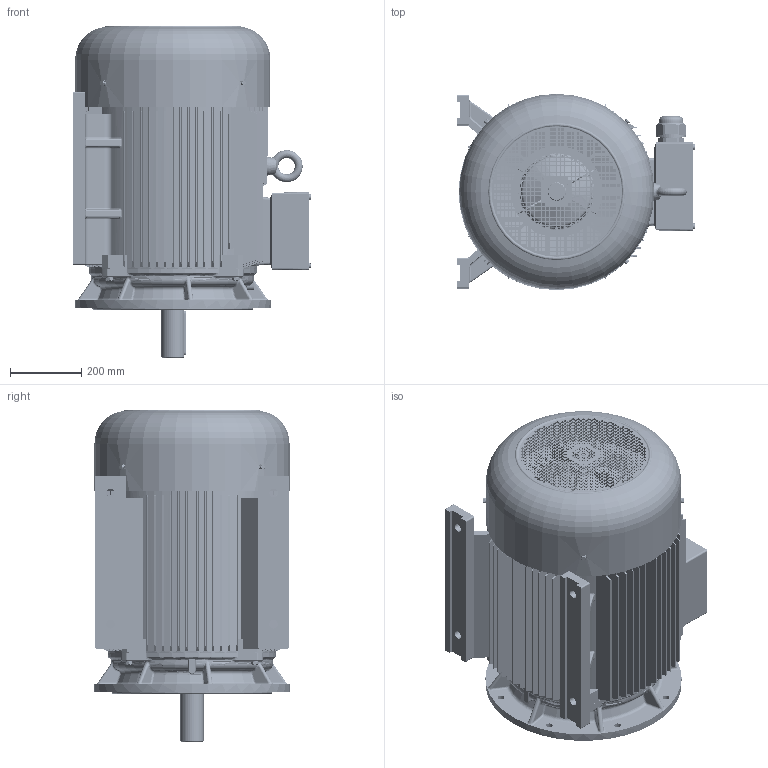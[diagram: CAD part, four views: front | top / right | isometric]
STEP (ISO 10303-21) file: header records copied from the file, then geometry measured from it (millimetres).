
FILE_DESCRIPTION(/* description */ (''),/* implementation_level */ '2;1');
FILE_NAME(/* name */ 'JM3-280S-2-B35.stp',/* time_stamp */ '2016-07-01T15:46:25+08:00',/* author */ (''),/* organization */ (''),/* preprocessor_version */ 'ST-DEVELOPER v15',/* originating_system */ 'SIEMENS PLM Software NX 8.5',/* authorisation */ '');
FILE_SCHEMA (('AUTOMOTIVE_DESIGN { 1 0 10303 214 3 1 1 1 }'));
Length unit declared in the file: millimetre
Products named in the file (1): pc0534AA92lznb
Bounding box: 667.8 x 549.87 x 930.49 mm (x, y, z)
Volume: 38252396.6 mm3; surface area: 7578035 mm2
Topology: 58 solids, 58 shells, 6839 faces, 18725 edges, 12135 vertices
Faces by surface type: plane 4523, cylinder 1066, bspline 553, cone 370, torus 325, sphere 2
Full cylindrical faces by diameter (mm): 7.188 x4, 8 x8, 8.4 x4, 9.026 x8, 10 x8, 10.863 x8, 11.2 x8, 11.5 x1, 12 x8, 12.6 x8, 16 x4, 20 x1, 24 x4, 43.312 x2, 49 x1, 51 x1, 51.188 x4, 52 x3, 61.031 x12, 63 x4, 64.969 x12, 67.922 x2, 72 x2, 83.672 x2, 190 x1, 543 x1, 547 x1
Entity records: 263372 total; most frequent: CARTESIAN_POINT 82304, ORIENTED_EDGE 36672, DIRECTION 31446, EDGE_CURVE 18336, LINE 12952, VECTOR 12952, VERTEX_POINT 12024, AXIS2_PLACEMENT_3D 9247
